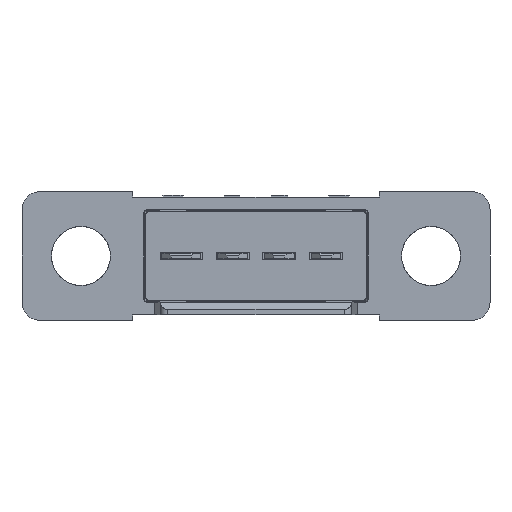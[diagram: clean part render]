
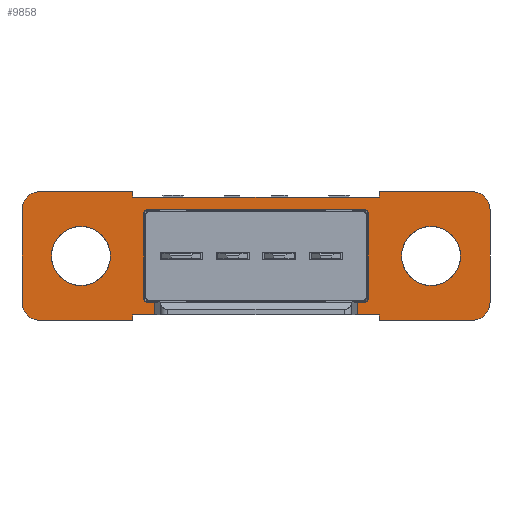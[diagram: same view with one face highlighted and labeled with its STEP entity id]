
A CAD part, front view. The second image highlights one B-rep face of the part: STEP entity #9858.
In plain terms, the highlighted planar face has unit normal (0, -1, 0).
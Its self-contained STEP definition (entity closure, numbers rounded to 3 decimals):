
#5856=DIRECTION('',(0.,0.,1.));
#5857=VECTOR('',#5856,0.7);
#5858=CARTESIAN_POINT('',(-5.5,-19.3,-3.2));
#5859=LINE('',#5858,#5857);
#5864=DIRECTION('',(0.,0.,-1.));
#5865=VECTOR('',#5864,4.6);
#5866=CARTESIAN_POINT('',(-6.1,-19.3,2.3));
#5867=LINE('',#5866,#5865);
#5868=CARTESIAN_POINT('',(-5.9,-19.3,-2.3));
#5869=DIRECTION('',(0.,-1.,0.));
#5870=DIRECTION('',(-1.,0.,0.));
#5871=AXIS2_PLACEMENT_3D('',#5868,#5869,#5870);
#5873=DIRECTION('',(1.,0.,0.));
#5874=VECTOR('',#5873,0.4);
#5875=CARTESIAN_POINT('',(-5.9,-19.3,-2.5));
#5876=LINE('',#5875,#5874);
#5877=DIRECTION('',(-1.,0.,0.));
#5878=VECTOR('',#5877,1.2);
#5879=CARTESIAN_POINT('',(-5.5,-19.3,-3.2));
#5880=LINE('',#5879,#5878);
#5881=CARTESIAN_POINT('',(-11.7,-19.3,-2.5));
#5882=DIRECTION('',(0.,1.,0.));
#5883=DIRECTION('',(0.,0.,-1.));
#5884=AXIS2_PLACEMENT_3D('',#5881,#5882,#5883);
#5886=CARTESIAN_POINT('',(-11.7,-19.3,2.5));
#5887=DIRECTION('',(0.,1.,0.));
#5888=DIRECTION('',(-1.,0.,0.));
#5889=AXIS2_PLACEMENT_3D('',#5886,#5887,#5888);
#5891=DIRECTION('',(1.,0.,0.));
#5892=VECTOR('',#5891,13.4);
#5893=CARTESIAN_POINT('',(-6.7,-19.3,3.2));
#5894=LINE('',#5893,#5892);
#5895=CARTESIAN_POINT('',(11.7,-19.3,2.5));
#5896=DIRECTION('',(0.,1.,0.));
#5897=DIRECTION('',(0.,0.,1.));
#5898=AXIS2_PLACEMENT_3D('',#5895,#5896,#5897);
#5900=CARTESIAN_POINT('',(11.7,-19.3,-2.5));
#5901=DIRECTION('',(0.,1.,0.));
#5902=DIRECTION('',(1.,0.,0.));
#5903=AXIS2_PLACEMENT_3D('',#5900,#5901,#5902);
#5905=DIRECTION('',(-1.,0.,0.));
#5906=VECTOR('',#5905,1.2);
#5907=CARTESIAN_POINT('',(6.7,-19.3,-3.2));
#5908=LINE('',#5907,#5906);
#5909=DIRECTION('',(1.,0.,0.));
#5910=VECTOR('',#5909,0.4);
#5911=CARTESIAN_POINT('',(5.5,-19.3,-2.5));
#5912=LINE('',#5911,#5910);
#5913=CARTESIAN_POINT('',(5.9,-19.3,-2.3));
#5914=DIRECTION('',(0.,-1.,0.));
#5915=DIRECTION('',(0.,0.,-1.));
#5916=AXIS2_PLACEMENT_3D('',#5913,#5914,#5915);
#5918=CARTESIAN_POINT('',(5.9,-19.3,2.3));
#5919=DIRECTION('',(0.,-1.,0.));
#5920=DIRECTION('',(1.,0.,0.));
#5921=AXIS2_PLACEMENT_3D('',#5918,#5919,#5920);
#5923=DIRECTION('',(-1.,0.,0.));
#5924=VECTOR('',#5923,11.8);
#5925=CARTESIAN_POINT('',(5.9,-19.3,2.5));
#5926=LINE('',#5925,#5924);
#5927=CARTESIAN_POINT('',(-5.9,-19.3,2.3));
#5928=DIRECTION('',(0.,-1.,0.));
#5929=DIRECTION('',(0.,0.,1.));
#5930=AXIS2_PLACEMENT_3D('',#5927,#5928,#5929);
#5932=CARTESIAN_POINT('',(9.5,-19.3,0.));
#5933=DIRECTION('',(0.,-1.,0.));
#5934=DIRECTION('',(-1.,0.,0.));
#5935=AXIS2_PLACEMENT_3D('',#5932,#5933,#5934);
#5937=CARTESIAN_POINT('',(9.5,-19.3,0.));
#5938=DIRECTION('',(0.,-1.,0.));
#5939=DIRECTION('',(1.,0.,0.));
#5940=AXIS2_PLACEMENT_3D('',#5937,#5938,#5939);
#5942=CARTESIAN_POINT('',(-9.5,-19.3,0.));
#5943=DIRECTION('',(0.,-1.,0.));
#5944=DIRECTION('',(-1.,0.,0.));
#5945=AXIS2_PLACEMENT_3D('',#5942,#5943,#5944);
#5947=CARTESIAN_POINT('',(-9.5,-19.3,0.));
#5948=DIRECTION('',(0.,-1.,0.));
#5949=DIRECTION('',(1.,0.,0.));
#5950=AXIS2_PLACEMENT_3D('',#5947,#5948,#5949);
#6650=DIRECTION('',(0.,0.,-1.));
#6651=VECTOR('',#6650,0.3);
#6652=CARTESIAN_POINT('',(6.7,-19.3,-3.2));
#6653=LINE('',#6652,#6651);
#6666=DIRECTION('',(1.,0.,0.));
#6667=VECTOR('',#6666,5.);
#6668=CARTESIAN_POINT('',(6.7,-19.3,-3.5));
#6669=LINE('',#6668,#6667);
#6696=DIRECTION('',(0.,0.,1.));
#6697=VECTOR('',#6696,5.);
#6698=CARTESIAN_POINT('',(12.7,-19.3,-2.5));
#6699=LINE('',#6698,#6697);
#6704=DIRECTION('',(-1.,0.,0.));
#6705=VECTOR('',#6704,5.);
#6706=CARTESIAN_POINT('',(11.7,-19.3,3.5));
#6707=LINE('',#6706,#6705);
#6734=DIRECTION('',(0.,0.,-1.));
#6735=VECTOR('',#6734,0.3);
#6736=CARTESIAN_POINT('',(6.7,-19.3,3.5));
#6737=LINE('',#6736,#6735);
#6982=DIRECTION('',(0.,0.,1.));
#6983=VECTOR('',#6982,0.3);
#6984=CARTESIAN_POINT('',(-6.7,-19.3,3.2));
#6985=LINE('',#6984,#6983);
#6994=DIRECTION('',(-1.,0.,0.));
#6995=VECTOR('',#6994,5.);
#6996=CARTESIAN_POINT('',(-6.7,-19.3,3.5));
#6997=LINE('',#6996,#6995);
#7016=DIRECTION('',(0.,0.,-1.));
#7017=VECTOR('',#7016,5.);
#7018=CARTESIAN_POINT('',(-12.7,-19.3,2.5));
#7019=LINE('',#7018,#7017);
#7090=DIRECTION('',(0.,0.,1.));
#7091=VECTOR('',#7090,0.3);
#7092=CARTESIAN_POINT('',(-6.7,-19.3,-3.5));
#7093=LINE('',#7092,#7091);
#7094=DIRECTION('',(1.,0.,0.));
#7095=VECTOR('',#7094,5.);
#7096=CARTESIAN_POINT('',(-11.7,-19.3,-3.5));
#7097=LINE('',#7096,#7095);
#7950=DIRECTION('',(0.,0.,-1.));
#7951=VECTOR('',#7950,4.6);
#7952=CARTESIAN_POINT('',(6.1,-19.3,2.3));
#7953=LINE('',#7952,#7951);
#8020=DIRECTION('',(0.,0.,-1.));
#8021=VECTOR('',#8020,0.7);
#8022=CARTESIAN_POINT('',(5.5,-19.3,-2.5));
#8023=LINE('',#8022,#8021);
#8888=CARTESIAN_POINT('',(5.5,-19.3,-3.2));
#8889=VERTEX_POINT('',#8888);
#8890=CARTESIAN_POINT('',(6.7,-19.3,-3.2));
#8891=VERTEX_POINT('',#8890);
#8920=CARTESIAN_POINT('',(-6.7,-19.3,-3.2));
#8921=VERTEX_POINT('',#8920);
#8922=CARTESIAN_POINT('',(-5.5,-19.3,-3.2));
#8923=VERTEX_POINT('',#8922);
#8952=CARTESIAN_POINT('',(5.9,-19.3,-2.5));
#8953=VERTEX_POINT('',#8952);
#8954=CARTESIAN_POINT('',(5.5,-19.3,-2.5));
#8956=VERTEX_POINT('',#8954);
#8960=CARTESIAN_POINT('',(-5.5,-19.3,-2.5));
#8961=VERTEX_POINT('',#8960);
#8962=CARTESIAN_POINT('',(-5.9,-19.3,-2.5));
#8963=VERTEX_POINT('',#8962);
#9121=CARTESIAN_POINT('',(6.7,-19.3,3.2));
#9122=VERTEX_POINT('',#9121);
#9123=CARTESIAN_POINT('',(-6.7,-19.3,3.2));
#9124=VERTEX_POINT('',#9123);
#9255=CARTESIAN_POINT('',(-5.9,-19.3,2.5));
#9256=VERTEX_POINT('',#9255);
#9257=CARTESIAN_POINT('',(5.9,-19.3,2.5));
#9258=VERTEX_POINT('',#9257);
#9259=CARTESIAN_POINT('',(-6.1,-19.3,2.3));
#9260=VERTEX_POINT('',#9259);
#9263=CARTESIAN_POINT('',(-6.1,-19.3,-2.3));
#9264=VERTEX_POINT('',#9263);
#9267=CARTESIAN_POINT('',(7.9,-19.3,0.));
#9268=CARTESIAN_POINT('',(11.1,-19.3,0.));
#9269=VERTEX_POINT('',#9267);
#9270=VERTEX_POINT('',#9268);
#9271=CARTESIAN_POINT('',(-11.1,-19.3,0.));
#9272=CARTESIAN_POINT('',(-7.9,-19.3,0.));
#9273=VERTEX_POINT('',#9271);
#9274=VERTEX_POINT('',#9272);
#9275=CARTESIAN_POINT('',(-11.7,-19.3,-3.5));
#9276=CARTESIAN_POINT('',(-12.7,-19.3,-2.5));
#9277=VERTEX_POINT('',#9275);
#9278=VERTEX_POINT('',#9276);
#9279=CARTESIAN_POINT('',(-12.7,-19.3,2.5));
#9280=VERTEX_POINT('',#9279);
#9281=CARTESIAN_POINT('',(-11.7,-19.3,3.5));
#9282=VERTEX_POINT('',#9281);
#9283=CARTESIAN_POINT('',(6.7,-19.3,3.5));
#9284=VERTEX_POINT('',#9283);
#9285=CARTESIAN_POINT('',(11.7,-19.3,3.5));
#9286=CARTESIAN_POINT('',(12.7,-19.3,2.5));
#9287=VERTEX_POINT('',#9285);
#9288=VERTEX_POINT('',#9286);
#9289=CARTESIAN_POINT('',(12.7,-19.3,-2.5));
#9290=CARTESIAN_POINT('',(11.7,-19.3,-3.5));
#9291=VERTEX_POINT('',#9289);
#9292=VERTEX_POINT('',#9290);
#9293=CARTESIAN_POINT('',(6.7,-19.3,-3.5));
#9294=VERTEX_POINT('',#9293);
#9295=CARTESIAN_POINT('',(6.1,-19.3,2.3));
#9296=CARTESIAN_POINT('',(6.1,-19.3,-2.3));
#9297=VERTEX_POINT('',#9295);
#9298=VERTEX_POINT('',#9296);
#9331=CARTESIAN_POINT('',(-6.7,-19.3,-3.5));
#9332=VERTEX_POINT('',#9331);
#9349=CARTESIAN_POINT('',(-6.7,-19.3,3.5));
#9350=VERTEX_POINT('',#9349);
#9786=CARTESIAN_POINT('',(0.,-19.3,0.));
#9787=DIRECTION('',(0.,1.,0.));
#9788=DIRECTION('',(1.,0.,0.));
#9789=AXIS2_PLACEMENT_3D('',#9786,#9787,#9788);
#9790=PLANE('',#9789);
#9792=ORIENTED_EDGE('',*,*,#9791,.T.);
#9794=ORIENTED_EDGE('',*,*,#9793,.T.);
#9796=ORIENTED_EDGE('',*,*,#9795,.T.);
#9797=ORIENTED_EDGE('',*,*,#9777,.F.);
#9798=ORIENTED_EDGE('',*,*,#9718,.T.);
#9800=ORIENTED_EDGE('',*,*,#9799,.F.);
#9802=ORIENTED_EDGE('',*,*,#9801,.F.);
#9804=ORIENTED_EDGE('',*,*,#9803,.T.);
#9806=ORIENTED_EDGE('',*,*,#9805,.F.);
#9808=ORIENTED_EDGE('',*,*,#9807,.T.);
#9810=ORIENTED_EDGE('',*,*,#9809,.F.);
#9812=ORIENTED_EDGE('',*,*,#9811,.F.);
#9814=ORIENTED_EDGE('',*,*,#9813,.T.);
#9816=ORIENTED_EDGE('',*,*,#9815,.F.);
#9818=ORIENTED_EDGE('',*,*,#9817,.F.);
#9820=ORIENTED_EDGE('',*,*,#9819,.T.);
#9822=ORIENTED_EDGE('',*,*,#9821,.F.);
#9824=ORIENTED_EDGE('',*,*,#9823,.T.);
#9826=ORIENTED_EDGE('',*,*,#9825,.F.);
#9828=ORIENTED_EDGE('',*,*,#9827,.F.);
#9829=ORIENTED_EDGE('',*,*,#9686,.T.);
#9831=ORIENTED_EDGE('',*,*,#9830,.F.);
#9833=ORIENTED_EDGE('',*,*,#9832,.T.);
#9835=ORIENTED_EDGE('',*,*,#9834,.T.);
#9837=ORIENTED_EDGE('',*,*,#9836,.F.);
#9839=ORIENTED_EDGE('',*,*,#9838,.T.);
#9841=ORIENTED_EDGE('',*,*,#9840,.T.);
#9843=ORIENTED_EDGE('',*,*,#9842,.T.);
#9844=EDGE_LOOP('',(#9792,#9794,#9796,#9797,#9798,#9800,#9802,#9804,#9806,#9808,
#9810,#9812,#9814,#9816,#9818,#9820,#9822,#9824,#9826,#9828,#9829,#9831,#9833,
#9835,#9837,#9839,#9841,#9843));
#9845=FACE_OUTER_BOUND('',#9844,.F.);
#9847=ORIENTED_EDGE('',*,*,#9846,.T.);
#9849=ORIENTED_EDGE('',*,*,#9848,.T.);
#9850=EDGE_LOOP('',(#9847,#9849));
#9851=FACE_BOUND('',#9850,.F.);
#9853=ORIENTED_EDGE('',*,*,#9852,.T.);
#9855=ORIENTED_EDGE('',*,*,#9854,.T.);
#9856=EDGE_LOOP('',(#9853,#9855));
#9857=FACE_BOUND('',#9856,.F.);
#9858=ADVANCED_FACE('',(#9845,#9851,#9857),#9790,.F.);
#5872=CIRCLE('',#5871,0.2);
#5885=CIRCLE('',#5884,1.);
#5890=CIRCLE('',#5889,1.);
#5899=CIRCLE('',#5898,1.);
#5904=CIRCLE('',#5903,1.);
#5917=CIRCLE('',#5916,0.2);
#5922=CIRCLE('',#5921,0.2);
#5931=CIRCLE('',#5930,0.2);
#5936=CIRCLE('',#5935,1.6);
#5941=CIRCLE('',#5940,1.6);
#5946=CIRCLE('',#5945,1.6);
#5951=CIRCLE('',#5950,1.6);
#9686=EDGE_CURVE('',#8891,#8889,#5908,.T.);
#9718=EDGE_CURVE('',#8923,#8921,#5880,.T.);
#9777=EDGE_CURVE('',#8923,#8961,#5859,.T.);
#9791=EDGE_CURVE('',#9260,#9264,#5867,.T.);
#9793=EDGE_CURVE('',#9264,#8963,#5872,.T.);
#9795=EDGE_CURVE('',#8963,#8961,#5876,.T.);
#9799=EDGE_CURVE('',#9332,#8921,#7093,.T.);
#9801=EDGE_CURVE('',#9277,#9332,#7097,.T.);
#9803=EDGE_CURVE('',#9277,#9278,#5885,.T.);
#9805=EDGE_CURVE('',#9280,#9278,#7019,.T.);
#9807=EDGE_CURVE('',#9280,#9282,#5890,.T.);
#9809=EDGE_CURVE('',#9350,#9282,#6997,.T.);
#9811=EDGE_CURVE('',#9124,#9350,#6985,.T.);
#9813=EDGE_CURVE('',#9124,#9122,#5894,.T.);
#9815=EDGE_CURVE('',#9284,#9122,#6737,.T.);
#9817=EDGE_CURVE('',#9287,#9284,#6707,.T.);
#9819=EDGE_CURVE('',#9287,#9288,#5899,.T.);
#9821=EDGE_CURVE('',#9291,#9288,#6699,.T.);
#9823=EDGE_CURVE('',#9291,#9292,#5904,.T.);
#9825=EDGE_CURVE('',#9294,#9292,#6669,.T.);
#9827=EDGE_CURVE('',#8891,#9294,#6653,.T.);
#9830=EDGE_CURVE('',#8956,#8889,#8023,.T.);
#9832=EDGE_CURVE('',#8956,#8953,#5912,.T.);
#9834=EDGE_CURVE('',#8953,#9298,#5917,.T.);
#9836=EDGE_CURVE('',#9297,#9298,#7953,.T.);
#9838=EDGE_CURVE('',#9297,#9258,#5922,.T.);
#9840=EDGE_CURVE('',#9258,#9256,#5926,.T.);
#9842=EDGE_CURVE('',#9256,#9260,#5931,.T.);
#9846=EDGE_CURVE('',#9269,#9270,#5936,.T.);
#9848=EDGE_CURVE('',#9270,#9269,#5941,.T.);
#9852=EDGE_CURVE('',#9273,#9274,#5946,.T.);
#9854=EDGE_CURVE('',#9274,#9273,#5951,.T.);
